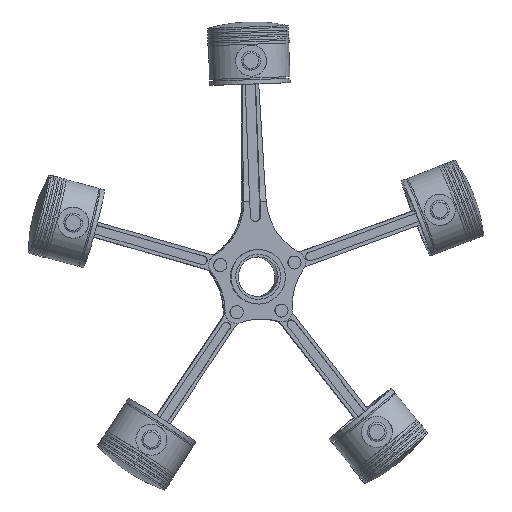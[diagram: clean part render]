
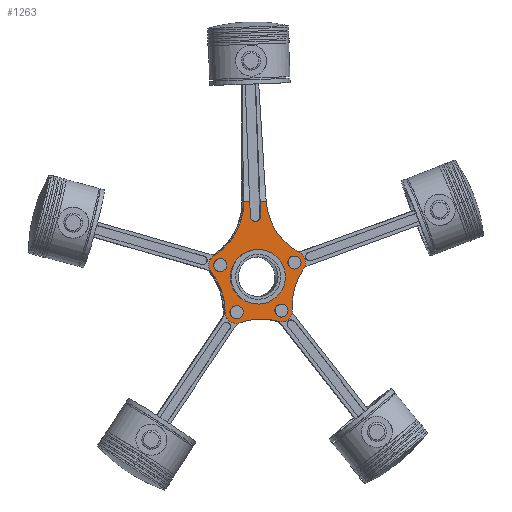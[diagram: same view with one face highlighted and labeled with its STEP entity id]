
A CAD part, top view. The second image highlights one B-rep face of the part: STEP entity #1263.
In plain terms, the highlighted face is planar.
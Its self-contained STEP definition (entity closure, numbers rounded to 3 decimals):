
#368=CARTESIAN_POINT('Vertex',(0.,26.304,49.42)) ;
#371=CARTESIAN_POINT('Axis2P3D Location',(0.,88.913,84.975)) ;
#375=CARTESIAN_POINT('Vertex',(0.,87.,13.)) ;
#399=CARTESIAN_POINT('Vertex',(0.,7.182,53.386)) ;
#402=CARTESIAN_POINT('Axis2P3D Location',(0.,15.,43.)) ;
#423=CARTESIAN_POINT('Vertex',(0.,-39.406,38.986)) ;
#426=CARTESIAN_POINT('Axis2P3D Location',(0.,-36.118,110.911)) ;
#447=CARTESIAN_POINT('Vertex',(0.,-52.377,22.024)) ;
#450=CARTESIAN_POINT('Axis2P3D Location',(0.,-40.,26.)) ;
#471=CARTESIAN_POINT('Vertex',(0.,-48.926,0.)) ;
#474=CARTESIAN_POINT('Axis2P3D Location',(0.,-120.926,0.)) ;
#495=CARTESIAN_POINT('Vertex',(0.,-52.377,-22.024)) ;
#498=CARTESIAN_POINT('Axis2P3D Location',(0.,-120.926,0.)) ;
#519=CARTESIAN_POINT('Vertex',(0.,-39.406,-38.986)) ;
#522=CARTESIAN_POINT('Axis2P3D Location',(0.,-40.,-26.)) ;
#543=CARTESIAN_POINT('Vertex',(0.,7.182,-53.386)) ;
#546=CARTESIAN_POINT('Axis2P3D Location',(0.,-36.118,-110.911)) ;
#567=CARTESIAN_POINT('Vertex',(0.,26.304,-49.42)) ;
#570=CARTESIAN_POINT('Axis2P3D Location',(0.,15.,-43.)) ;
#591=CARTESIAN_POINT('Vertex',(0.,87.,-13.)) ;
#594=CARTESIAN_POINT('Axis2P3D Location',(0.,88.913,-84.975)) ;
#647=CARTESIAN_POINT('Vertex',(0.,-45.,26.)) ;
#650=CARTESIAN_POINT('Axis2P3D Location',(0.,-40.,26.)) ;
#654=CARTESIAN_POINT('Vertex',(0.,-35.,26.)) ;
#669=CARTESIAN_POINT('Axis2P3D Location',(0.,-40.,26.)) ;
#690=CARTESIAN_POINT('Vertex',(0.,10.,43.)) ;
#693=CARTESIAN_POINT('Axis2P3D Location',(0.,15.,43.)) ;
#697=CARTESIAN_POINT('Vertex',(0.,20.,43.)) ;
#712=CARTESIAN_POINT('Axis2P3D Location',(0.,15.,43.)) ;
#733=CARTESIAN_POINT('Vertex',(0.,10.,-43.)) ;
#736=CARTESIAN_POINT('Axis2P3D Location',(0.,15.,-43.)) ;
#740=CARTESIAN_POINT('Vertex',(0.,20.,-43.)) ;
#755=CARTESIAN_POINT('Axis2P3D Location',(0.,15.,-43.)) ;
#776=CARTESIAN_POINT('Vertex',(0.,-45.,-26.)) ;
#779=CARTESIAN_POINT('Axis2P3D Location',(0.,-40.,-26.)) ;
#783=CARTESIAN_POINT('Vertex',(0.,-35.,-26.)) ;
#798=CARTESIAN_POINT('Axis2P3D Location',(0.,-40.,-26.)) ;
#1174=CARTESIAN_POINT('Axis2P3D Location',(0.,0.,0.)) ;
#1179=CARTESIAN_POINT('Line Origine',(0.,87.,9.5)) ;
#1183=CARTESIAN_POINT('Vertex',(0.,87.,6.)) ;
#1186=CARTESIAN_POINT('Line Origine',(0.,87.,-9.5)) ;
#1190=CARTESIAN_POINT('Vertex',(0.,87.,-6.)) ;
#1193=CARTESIAN_POINT('Line Origine',(0.,78.5,-6.)) ;
#1197=CARTESIAN_POINT('Vertex',(0.,70.,-6.)) ;
#1200=CARTESIAN_POINT('Axis2P3D Location',(0.,70.,0.)) ;
#1204=CARTESIAN_POINT('Vertex',(0.,70.,6.)) ;
#1207=CARTESIAN_POINT('Line Origine',(0.,78.5,6.)) ;
#1229=CARTESIAN_POINT('Axis2P3D Location',(0.,0.,0.)) ;
#1233=CARTESIAN_POINT('Vertex',(0.,31.5,0.)) ;
#1235=CARTESIAN_POINT('Vertex',(0.,-31.5,0.)) ;
#1238=CARTESIAN_POINT('Axis2P3D Location',(0.,0.,0.)) ;
#1181=VECTOR('Line Direction',#1180,1.) ;
#1188=VECTOR('Line Direction',#1187,1.) ;
#1195=VECTOR('Line Direction',#1194,1.) ;
#1209=VECTOR('Line Direction',#1208,1.) ;
#372=DIRECTION('Axis2P3D Direction',(1.,0.,0.)) ;
#403=DIRECTION('Axis2P3D Direction',(1.,0.,0.)) ;
#427=DIRECTION('Axis2P3D Direction',(1.,0.,0.)) ;
#451=DIRECTION('Axis2P3D Direction',(1.,0.,0.)) ;
#475=DIRECTION('Axis2P3D Direction',(1.,0.,0.)) ;
#499=DIRECTION('Axis2P3D Direction',(1.,0.,0.)) ;
#523=DIRECTION('Axis2P3D Direction',(1.,0.,0.)) ;
#547=DIRECTION('Axis2P3D Direction',(1.,0.,0.)) ;
#571=DIRECTION('Axis2P3D Direction',(1.,0.,0.)) ;
#595=DIRECTION('Axis2P3D Direction',(1.,0.,0.)) ;
#651=DIRECTION('Axis2P3D Direction',(1.,0.,0.)) ;
#670=DIRECTION('Axis2P3D Direction',(1.,0.,0.)) ;
#694=DIRECTION('Axis2P3D Direction',(1.,0.,0.)) ;
#713=DIRECTION('Axis2P3D Direction',(1.,0.,0.)) ;
#737=DIRECTION('Axis2P3D Direction',(1.,0.,0.)) ;
#756=DIRECTION('Axis2P3D Direction',(1.,0.,0.)) ;
#780=DIRECTION('Axis2P3D Direction',(1.,0.,0.)) ;
#799=DIRECTION('Axis2P3D Direction',(1.,0.,0.)) ;
#1175=DIRECTION('Axis2P3D Direction',(1.,0.,0.)) ;
#1176=DIRECTION('Axis2P3D XDirection',(0.,1.,0.)) ;
#1180=DIRECTION('Vector Direction',(0.,0.,-1.)) ;
#1187=DIRECTION('Vector Direction',(0.,0.,-1.)) ;
#1194=DIRECTION('Vector Direction',(0.,-1.,0.)) ;
#1201=DIRECTION('Axis2P3D Direction',(1.,0.,0.)) ;
#1208=DIRECTION('Vector Direction',(0.,-1.,0.)) ;
#1230=DIRECTION('Axis2P3D Direction',(1.,0.,0.)) ;
#1239=DIRECTION('Axis2P3D Direction',(1.,0.,0.)) ;
#373=AXIS2_PLACEMENT_3D('Circle Axis2P3D',#371,#372,$) ;
#404=AXIS2_PLACEMENT_3D('Circle Axis2P3D',#402,#403,$) ;
#428=AXIS2_PLACEMENT_3D('Circle Axis2P3D',#426,#427,$) ;
#452=AXIS2_PLACEMENT_3D('Circle Axis2P3D',#450,#451,$) ;
#476=AXIS2_PLACEMENT_3D('Circle Axis2P3D',#474,#475,$) ;
#500=AXIS2_PLACEMENT_3D('Circle Axis2P3D',#498,#499,$) ;
#524=AXIS2_PLACEMENT_3D('Circle Axis2P3D',#522,#523,$) ;
#548=AXIS2_PLACEMENT_3D('Circle Axis2P3D',#546,#547,$) ;
#572=AXIS2_PLACEMENT_3D('Circle Axis2P3D',#570,#571,$) ;
#596=AXIS2_PLACEMENT_3D('Circle Axis2P3D',#594,#595,$) ;
#652=AXIS2_PLACEMENT_3D('Circle Axis2P3D',#650,#651,$) ;
#671=AXIS2_PLACEMENT_3D('Circle Axis2P3D',#669,#670,$) ;
#695=AXIS2_PLACEMENT_3D('Circle Axis2P3D',#693,#694,$) ;
#714=AXIS2_PLACEMENT_3D('Circle Axis2P3D',#712,#713,$) ;
#738=AXIS2_PLACEMENT_3D('Circle Axis2P3D',#736,#737,$) ;
#757=AXIS2_PLACEMENT_3D('Circle Axis2P3D',#755,#756,$) ;
#781=AXIS2_PLACEMENT_3D('Circle Axis2P3D',#779,#780,$) ;
#800=AXIS2_PLACEMENT_3D('Circle Axis2P3D',#798,#799,$) ;
#1177=AXIS2_PLACEMENT_3D('Plane Axis2P3D',#1174,#1175,#1176) ;
#1202=AXIS2_PLACEMENT_3D('Circle Axis2P3D',#1200,#1201,$) ;
#1231=AXIS2_PLACEMENT_3D('Circle Axis2P3D',#1229,#1230,$) ;
#1240=AXIS2_PLACEMENT_3D('Circle Axis2P3D',#1238,#1239,$) ;
#1182=LINE('Line',#1179,#1181) ;
#1189=LINE('Line',#1186,#1188) ;
#1196=LINE('Line',#1193,#1195) ;
#1210=LINE('Line',#1207,#1209) ;
#374=CIRCLE('generated circle',#373,72.) ;
#405=CIRCLE('generated circle',#404,13.) ;
#429=CIRCLE('generated circle',#428,72.) ;
#453=CIRCLE('generated circle',#452,13.) ;
#477=CIRCLE('generated circle',#476,72.) ;
#501=CIRCLE('generated circle',#500,72.) ;
#525=CIRCLE('generated circle',#524,13.) ;
#549=CIRCLE('generated circle',#548,72.) ;
#573=CIRCLE('generated circle',#572,13.) ;
#597=CIRCLE('generated circle',#596,72.) ;
#653=CIRCLE('generated circle',#652,5.) ;
#672=CIRCLE('generated circle',#671,5.) ;
#696=CIRCLE('generated circle',#695,5.) ;
#715=CIRCLE('generated circle',#714,5.) ;
#739=CIRCLE('generated circle',#738,5.) ;
#758=CIRCLE('generated circle',#757,5.) ;
#782=CIRCLE('generated circle',#781,5.) ;
#801=CIRCLE('generated circle',#800,5.) ;
#1203=CIRCLE('generated circle',#1202,6.) ;
#1232=CIRCLE('generated circle',#1231,31.5) ;
#1241=CIRCLE('generated circle',#1240,31.5) ;
#1178=PLANE('',#1177) ;
#1246=FACE_BOUND('',#1243,.T.) ;
#1250=FACE_BOUND('',#1247,.T.) ;
#1254=FACE_BOUND('',#1251,.T.) ;
#1258=FACE_BOUND('',#1255,.T.) ;
#1262=FACE_BOUND('',#1259,.T.) ;
#377=EDGE_CURVE('',#376,#369,#374,.F.) ;
#406=EDGE_CURVE('',#369,#400,#405,.T.) ;
#430=EDGE_CURVE('',#400,#424,#429,.F.) ;
#454=EDGE_CURVE('',#424,#448,#453,.T.) ;
#478=EDGE_CURVE('',#448,#472,#477,.F.) ;
#502=EDGE_CURVE('',#472,#496,#501,.F.) ;
#526=EDGE_CURVE('',#496,#520,#525,.T.) ;
#550=EDGE_CURVE('',#520,#544,#549,.F.) ;
#574=EDGE_CURVE('',#544,#568,#573,.T.) ;
#598=EDGE_CURVE('',#568,#592,#597,.F.) ;
#656=EDGE_CURVE('',#648,#655,#653,.T.) ;
#673=EDGE_CURVE('',#655,#648,#672,.T.) ;
#699=EDGE_CURVE('',#691,#698,#696,.T.) ;
#716=EDGE_CURVE('',#698,#691,#715,.T.) ;
#742=EDGE_CURVE('',#734,#741,#739,.T.) ;
#759=EDGE_CURVE('',#741,#734,#758,.T.) ;
#785=EDGE_CURVE('',#777,#784,#782,.T.) ;
#802=EDGE_CURVE('',#784,#777,#801,.T.) ;
#1185=EDGE_CURVE('',#376,#1184,#1182,.T.) ;
#1192=EDGE_CURVE('',#1191,#592,#1189,.T.) ;
#1199=EDGE_CURVE('',#1191,#1198,#1196,.T.) ;
#1206=EDGE_CURVE('',#1205,#1198,#1203,.T.) ;
#1211=EDGE_CURVE('',#1184,#1205,#1210,.T.) ;
#1237=EDGE_CURVE('',#1234,#1236,#1232,.T.) ;
#1242=EDGE_CURVE('',#1236,#1234,#1241,.T.) ;
#1213=ORIENTED_EDGE('',*,*,#1185,.F.) ;
#1214=ORIENTED_EDGE('',*,*,#377,.T.) ;
#1215=ORIENTED_EDGE('',*,*,#406,.T.) ;
#1216=ORIENTED_EDGE('',*,*,#430,.T.) ;
#1217=ORIENTED_EDGE('',*,*,#454,.T.) ;
#1218=ORIENTED_EDGE('',*,*,#478,.T.) ;
#1219=ORIENTED_EDGE('',*,*,#502,.T.) ;
#1220=ORIENTED_EDGE('',*,*,#526,.T.) ;
#1221=ORIENTED_EDGE('',*,*,#550,.T.) ;
#1222=ORIENTED_EDGE('',*,*,#574,.T.) ;
#1223=ORIENTED_EDGE('',*,*,#598,.T.) ;
#1224=ORIENTED_EDGE('',*,*,#1192,.F.) ;
#1225=ORIENTED_EDGE('',*,*,#1199,.T.) ;
#1226=ORIENTED_EDGE('',*,*,#1206,.F.) ;
#1227=ORIENTED_EDGE('',*,*,#1211,.F.) ;
#1244=ORIENTED_EDGE('',*,*,#1237,.F.) ;
#1245=ORIENTED_EDGE('',*,*,#1242,.F.) ;
#1248=ORIENTED_EDGE('',*,*,#656,.F.) ;
#1249=ORIENTED_EDGE('',*,*,#673,.F.) ;
#1252=ORIENTED_EDGE('',*,*,#699,.F.) ;
#1253=ORIENTED_EDGE('',*,*,#716,.F.) ;
#1256=ORIENTED_EDGE('',*,*,#742,.F.) ;
#1257=ORIENTED_EDGE('',*,*,#759,.F.) ;
#1260=ORIENTED_EDGE('',*,*,#785,.F.) ;
#1261=ORIENTED_EDGE('',*,*,#802,.F.) ;
#1212=EDGE_LOOP('',(#1213,#1214,#1215,#1216,#1217,#1218,#1219,#1220,#1221,#1222,#1223,#1224,#1225,#1226,#1227)) ;
#1243=EDGE_LOOP('',(#1244,#1245)) ;
#1247=EDGE_LOOP('',(#1248,#1249)) ;
#1251=EDGE_LOOP('',(#1252,#1253)) ;
#1255=EDGE_LOOP('',(#1256,#1257)) ;
#1259=EDGE_LOOP('',(#1260,#1261)) ;
#369=VERTEX_POINT('',#368) ;
#376=VERTEX_POINT('',#375) ;
#400=VERTEX_POINT('',#399) ;
#424=VERTEX_POINT('',#423) ;
#448=VERTEX_POINT('',#447) ;
#472=VERTEX_POINT('',#471) ;
#496=VERTEX_POINT('',#495) ;
#520=VERTEX_POINT('',#519) ;
#544=VERTEX_POINT('',#543) ;
#568=VERTEX_POINT('',#567) ;
#592=VERTEX_POINT('',#591) ;
#648=VERTEX_POINT('',#647) ;
#655=VERTEX_POINT('',#654) ;
#691=VERTEX_POINT('',#690) ;
#698=VERTEX_POINT('',#697) ;
#734=VERTEX_POINT('',#733) ;
#741=VERTEX_POINT('',#740) ;
#777=VERTEX_POINT('',#776) ;
#784=VERTEX_POINT('',#783) ;
#1184=VERTEX_POINT('',#1183) ;
#1191=VERTEX_POINT('',#1190) ;
#1198=VERTEX_POINT('',#1197) ;
#1205=VERTEX_POINT('',#1204) ;
#1234=VERTEX_POINT('',#1233) ;
#1236=VERTEX_POINT('',#1235) ;
#1263=ADVANCED_FACE('PartBody',(#1228,#1246,#1250,#1254,#1258,#1262),#1178,.T.) ;
#1228=FACE_OUTER_BOUND('',#1212,.T.) ;
